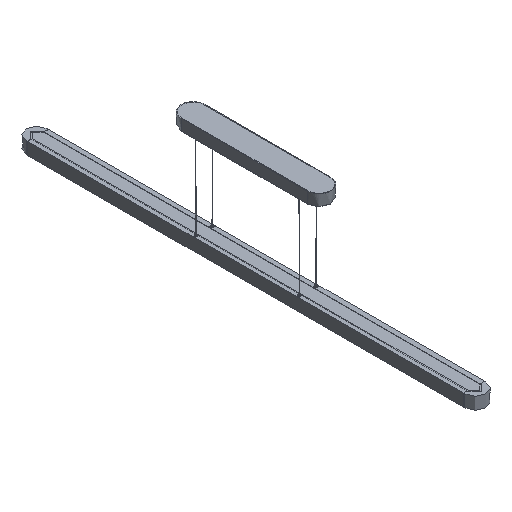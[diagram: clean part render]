
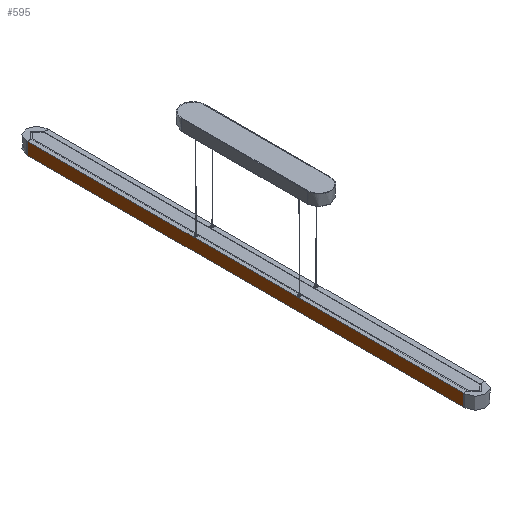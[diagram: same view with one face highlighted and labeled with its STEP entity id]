
A CAD part, isometric view. The second image highlights one B-rep face of the part: STEP entity #595.
In plain terms, the highlighted planar face has unit normal (-1, 0, 0).
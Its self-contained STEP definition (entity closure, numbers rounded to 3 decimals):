
#595=ADVANCED_FACE('',(#861),#4049,.T.);
#861=FACE_OUTER_BOUND('',#1127,.T.);
#1127=EDGE_LOOP('',(#1453,#1454,#1455,#1456));
#1453=ORIENTED_EDGE('',*,*,#2667,.T.);
#1454=ORIENTED_EDGE('',*,*,#2668,.T.);
#1455=ORIENTED_EDGE('',*,*,#2669,.F.);
#1456=ORIENTED_EDGE('',*,*,#2665,.F.);
#2665=EDGE_CURVE('',#3633,#3634,#3315,.T.);
#2667=EDGE_CURVE('',#3633,#3635,#3317,.T.);
#2668=EDGE_CURVE('',#3635,#3636,#3318,.T.);
#2669=EDGE_CURVE('',#3634,#3636,#3319,.T.);
#3315=B_SPLINE_CURVE_WITH_KNOTS('',1,(#4680,#4681),.UNSPECIFIED.,.F.,.F.,
(2,2),(0.,828.),.UNSPECIFIED.);
#3317=B_SPLINE_CURVE_WITH_KNOTS('',1,(#4684,#4685),.UNSPECIFIED.,.F.,.F.,
(2,2),(207.,247.),.UNSPECIFIED.);
#3318=B_SPLINE_CURVE_WITH_KNOTS('',1,(#4686,#4687),.UNSPECIFIED.,.F.,.F.,
(2,2),(0.,828.),.UNSPECIFIED.);
#3319=B_SPLINE_CURVE_WITH_KNOTS('',1,(#4688,#4689),.UNSPECIFIED.,.F.,.F.,
(2,2),(207.,247.),.UNSPECIFIED.);
#3633=VERTEX_POINT('',#4622);
#3634=VERTEX_POINT('',#4623);
#3635=VERTEX_POINT('',#4624);
#3636=VERTEX_POINT('',#4625);
#4049=PLANE('',#4236);
#4236=AXIS2_PLACEMENT_3D('',#4599,#4417,$);
#4417=DIRECTION('',(-1.,0.,0.));
#4599=CARTESIAN_POINT('',(-41.245,1300.562,-1.043));
#4622=CARTESIAN_POINT('',(-41.245,1300.562,-1.043));
#4623=CARTESIAN_POINT('',(-41.245,-127.438,-1.043));
#4624=CARTESIAN_POINT('',(-41.245,1300.562,-41.043));
#4625=CARTESIAN_POINT('',(-41.245,-127.438,-41.043));
#4680=CARTESIAN_POINT('',(-41.245,1300.562,-1.043));
#4681=CARTESIAN_POINT('',(-41.245,-127.438,-1.043));
#4684=CARTESIAN_POINT('',(-41.245,1300.562,-1.043));
#4685=CARTESIAN_POINT('',(-41.245,1300.562,-41.043));
#4686=CARTESIAN_POINT('',(-41.245,1300.562,-41.043));
#4687=CARTESIAN_POINT('',(-41.245,-127.438,-41.043));
#4688=CARTESIAN_POINT('',(-41.245,-127.438,-1.043));
#4689=CARTESIAN_POINT('',(-41.245,-127.438,-41.043));
